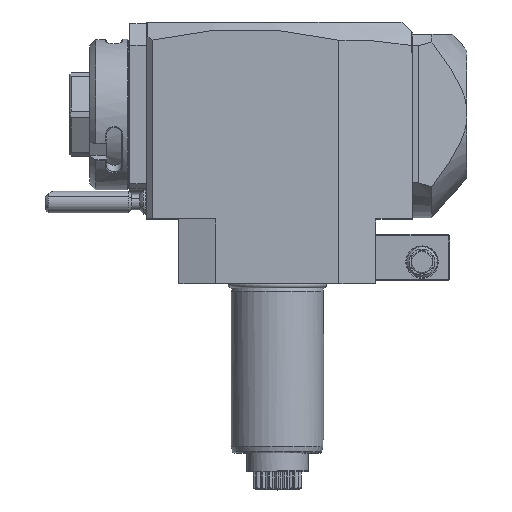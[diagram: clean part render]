
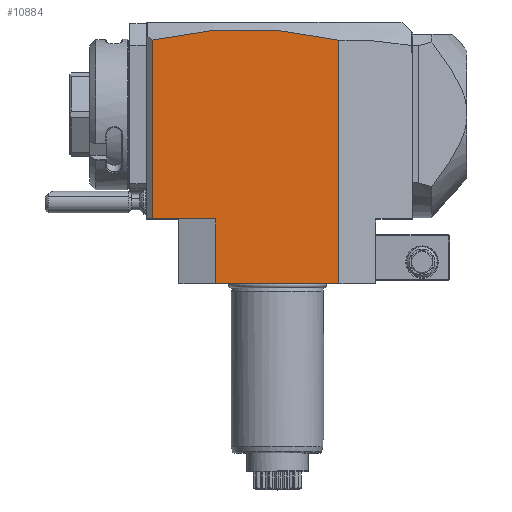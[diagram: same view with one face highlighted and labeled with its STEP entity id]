
A CAD part, top view. The second image highlights one B-rep face of the part: STEP entity #10884.
In plain terms, the highlighted planar face has unit normal (0, 0, 1).
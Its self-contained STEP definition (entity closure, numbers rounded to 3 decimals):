
#17=DIRECTION('',(-1.,0.,0.));
#18=VECTOR('',#17,40.);
#19=CARTESIAN_POINT('',(20.,0.,32.));
#20=LINE('',#19,#18);
#880=DIRECTION('',(0.,1.,0.));
#881=VECTOR('',#880,79.092);
#882=CARTESIAN_POINT('',(20.,0.,32.));
#883=LINE('',#882,#881);
#906=DIRECTION('',(-1.,0.,0.));
#907=VECTOR('',#906,20.5);
#908=CARTESIAN_POINT('',(-20.,21.,32.));
#909=LINE('',#908,#907);
#910=CARTESIAN_POINT('',(-40.5,79.133,32.));
#911=CARTESIAN_POINT('',(-35.458,80.345,32.));
#912=CARTESIAN_POINT('',(-25.373,82.145,32.));
#913=CARTESIAN_POINT('',(-10.247,83.032,32.));
#914=CARTESIAN_POINT('',(4.877,82.124,32.));
#915=CARTESIAN_POINT('',(14.959,80.311,32.));
#916=CARTESIAN_POINT('',(20.,79.092,32.));
#930=DIRECTION('',(0.,-1.,0.));
#931=VECTOR('',#930,58.133);
#932=CARTESIAN_POINT('',(-40.5,79.133,32.));
#933=LINE('',#932,#931);
#943=DIRECTION('',(0.,-1.,0.));
#944=VECTOR('',#943,21.);
#945=CARTESIAN_POINT('',(-20.,21.,32.));
#946=LINE('',#945,#944);
#9376=VERTEX_POINT('',#910);
#9377=VERTEX_POINT('',#916);
#9744=CARTESIAN_POINT('',(-40.5,21.,32.));
#9746=VERTEX_POINT('',#9744);
#9764=CARTESIAN_POINT('',(20.,0.,32.));
#9765=VERTEX_POINT('',#9764);
#9766=CARTESIAN_POINT('',(-20.,0.,32.));
#9767=VERTEX_POINT('',#9766);
#10098=CARTESIAN_POINT('',(-20.,21.,32.));
#10099=VERTEX_POINT('',#10098);
#10868=CARTESIAN_POINT('',(-35.103,21.,32.));
#10869=DIRECTION('',(0.,0.,1.));
#10870=DIRECTION('',(1.,0.,0.));
#10871=AXIS2_PLACEMENT_3D('',#10868,#10869,#10870);
#10872=PLANE('',#10871);
#10874=ORIENTED_EDGE('',*,*,#10873,.T.);
#10876=ORIENTED_EDGE('',*,*,#10875,.F.);
#10877=ORIENTED_EDGE('',*,*,#10321,.T.);
#10878=ORIENTED_EDGE('',*,*,#10856,.F.);
#10879=ORIENTED_EDGE('',*,*,#10113,.T.);
#10881=ORIENTED_EDGE('',*,*,#10880,.F.);
#10882=EDGE_LOOP('',(#10874,#10876,#10877,#10878,#10879,#10881));
#10883=FACE_OUTER_BOUND('',#10882,.F.);
#917=B_SPLINE_CURVE_WITH_KNOTS('',3,(#910,#911,#912,#913,#914,#915,#916),
.UNSPECIFIED.,.F.,.F.,(4,1,1,1,4),(0.,0.25,0.5,0.75,1.),
.UNSPECIFIED.);
#10113=EDGE_CURVE('',#9765,#9767,#20,.T.);
#10321=EDGE_CURVE('',#9376,#9377,#917,.T.);
#10856=EDGE_CURVE('',#9765,#9377,#883,.T.);
#10873=EDGE_CURVE('',#10099,#9746,#909,.T.);
#10875=EDGE_CURVE('',#9376,#9746,#933,.T.);
#10880=EDGE_CURVE('',#10099,#9767,#946,.T.);
#10884=ADVANCED_FACE('',(#10883),#10872,.T.);
